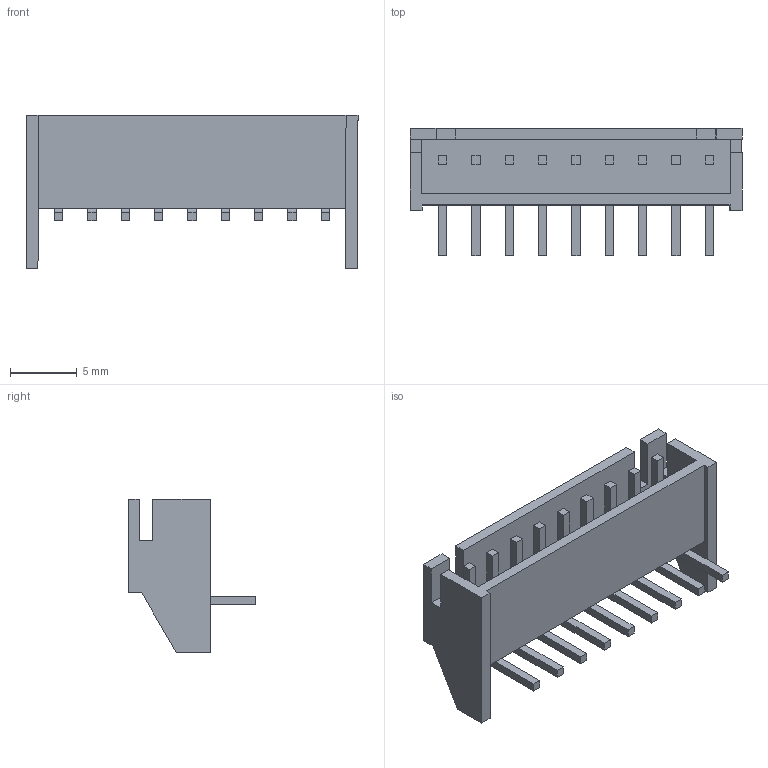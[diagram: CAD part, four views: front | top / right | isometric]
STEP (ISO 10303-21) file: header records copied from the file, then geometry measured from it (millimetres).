
FILE_DESCRIPTION (( 'STEP AP214' ), '1' );
FILE_NAME ('S9B-XH-A-1.STEP', '2010-06-21T03:35:34', ( '9g-mnaganawa' ), ( 'ｊｓｔ－ｏｅｃ' ), 'SwSTEP 2.0', 'SolidWorks 2005235', '' );
FILE_SCHEMA (( 'AUTOMOTIVE_DESIGN' ));
Length unit declared in the file: millimetre
Products named in the file (1): S9B-XH-A-1
Bounding box: 24.9 x 9.55 x 11.5 mm (x, y, z)
Volume: 621 mm3; surface area: 1328.9 mm2
Topology: 1 solids, 1 shells, 140 faces, 360 edges, 240 vertices
Faces by surface type: plane 122, cylinder 18
Entity records: 5411 total; most frequent: CARTESIAN_POINT 741, ORIENTED_EDGE 720, DIRECTION 678, EDGE_CURVE 360, VECTOR 324, LINE 324, VERTEX_POINT 240, AXIS2_PLACEMENT_3D 177
